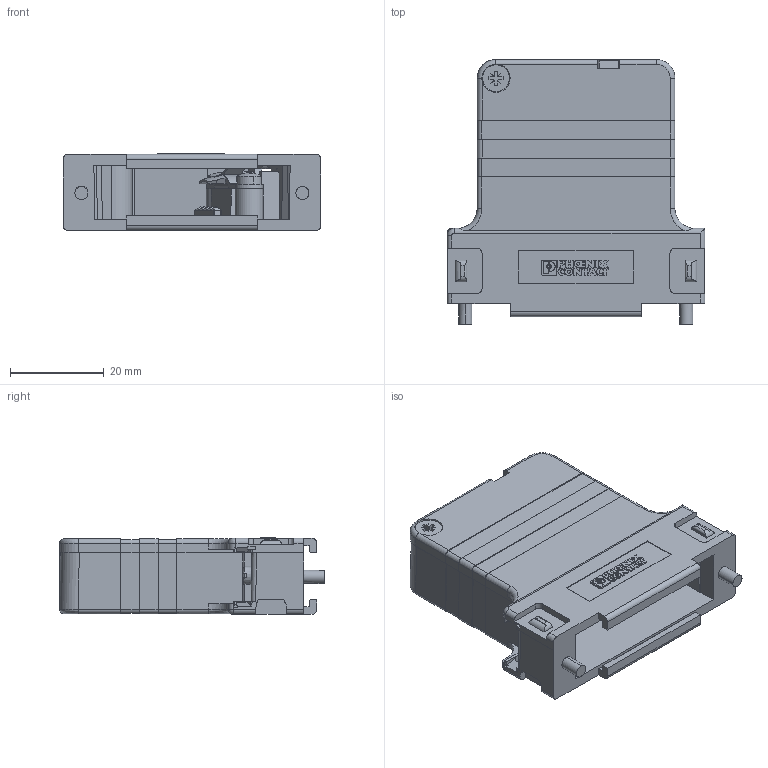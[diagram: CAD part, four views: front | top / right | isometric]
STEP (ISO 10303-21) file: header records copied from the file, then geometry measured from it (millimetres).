
FILE_DESCRIPTION(('Creo Elements/Direct Modeling STEP Export'),'2;1');
FILE_NAME('model.stp','2019-05-22T 1:58:01',(''),(''),'Creo Elements/Direct Modeling STEP processor for AP214 (Solid Model)','Creo Elements/Direct Modeling 20.1A 29-Sep-2018 (C) Parametric Technology GmbH','');
FILE_SCHEMA(('AUTOMOTIVE_DESIGN { 1 0 10303 214 1 1 1 1 }'));
Length unit declared in the file: millimetre
Products named in the file (2): CUC-DST-GPME-A-DSSC25
Assembly tree (1 placements, depth 2):
  CUC-DST-GPME-A-DSSC25
    CUC-DST-GPME-A-DSSC25
Bounding box: 54.94 x 56.45 x 16.35 mm (x, y, z)
Volume: 16135.9 mm3; surface area: 15213.2 mm2
Topology: 1 solids, 1 shells, 817 faces, 2281 edges, 1491 vertices
Faces by surface type: plane 552, cylinder 178, extrusion 32, cone 18, bspline 17, torus 11, sphere 8, revolution 1
Entity records: 42048 total; most frequent: CARTESIAN_POINT 14866, ORIENTED_EDGE 4550, DIRECTION 3898, EDGE_CURVE 2275, VECTOR 1589, LINE 1557, VERTEX_POINT 1491, AXIS2_PLACEMENT_3D 1154
